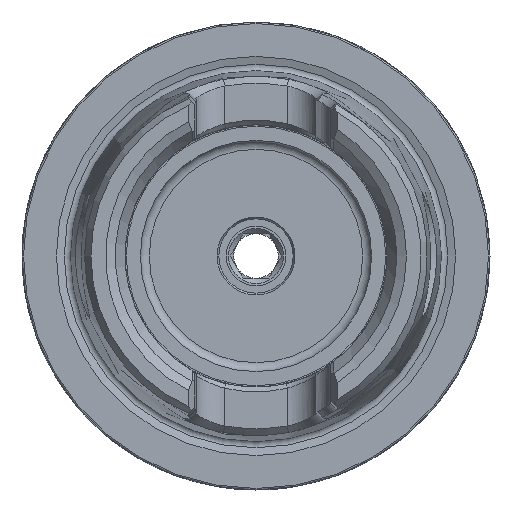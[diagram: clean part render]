
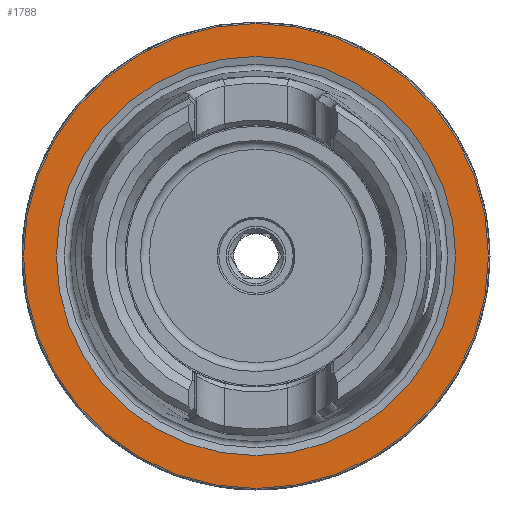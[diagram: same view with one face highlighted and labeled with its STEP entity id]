
A CAD part, left-side view. The second image highlights one B-rep face of the part: STEP entity #1788.
In plain terms, the highlighted planar face has unit normal (-1, 0, 0).
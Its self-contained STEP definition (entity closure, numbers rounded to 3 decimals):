
#46 = FACE_BOUND ( 'NONE', #10202, .T. ) ;
#288 = DIRECTION ( 'NONE',  ( 1., 0., 0. ) ) ;
#320 = DIRECTION ( 'NONE',  ( 0., 0., 1. ) ) ;
#853 = CARTESIAN_POINT ( 'NONE',  ( 0., 0., 26.85 ) ) ;
#988 = ORIENTED_EDGE ( 'NONE', *, *, #1302, .F. ) ;
#1302 = EDGE_CURVE ( 'NONE', #4756, #4756, #6853, .T. ) ;
#1623 = PLANE ( 'NONE',  #9847 ) ;
#1788 = ADVANCED_FACE ( 'NONE', ( #46, #8735 ), #1623, .F. ) ;
#2428 = EDGE_LOOP ( 'NONE', ( #8271 ) ) ;
#4756 = VERTEX_POINT ( 'NONE', #853 ) ;
#4929 = DIRECTION ( 'NONE',  ( 0., 0., -1. ) ) ;
#5650 = AXIS2_PLACEMENT_3D ( 'NONE', #8957, #8162, #320 ) ;
#5765 = CARTESIAN_POINT ( 'NONE',  ( 0., 31.275, 0. ) ) ;
#6315 = DIRECTION ( 'NONE',  ( 0., 0., 1. ) ) ;
#6574 = VERTEX_POINT ( 'NONE', #9755 ) ;
#6853 = CIRCLE ( 'NONE', #9833, 26.85 ) ;
#7624 = CIRCLE ( 'NONE', #5650, 31.275 ) ;
#8162 = DIRECTION ( 'NONE',  ( -1., 0., 0. ) ) ;
#8271 = ORIENTED_EDGE ( 'NONE', *, *, #8769, .T. ) ;
#8609 = CARTESIAN_POINT ( 'NONE',  ( 0., 0., 0. ) ) ;
#8715 = DIRECTION ( 'NONE',  ( -1., 0., 0. ) ) ;
#8735 = FACE_OUTER_BOUND ( 'NONE', #2428, .T. ) ;
#8769 = EDGE_CURVE ( 'NONE', #6574, #6574, #7624, .T. ) ;
#8957 = CARTESIAN_POINT ( 'NONE',  ( 0., 0., 0. ) ) ;
#9755 = CARTESIAN_POINT ( 'NONE',  ( 0., 0., 31.275 ) ) ;
#9833 = AXIS2_PLACEMENT_3D ( 'NONE', #8609, #8715, #6315 ) ;
#9847 = AXIS2_PLACEMENT_3D ( 'NONE', #5765, #288, #4929 ) ;
#10202 = EDGE_LOOP ( 'NONE', ( #988 ) ) ;
